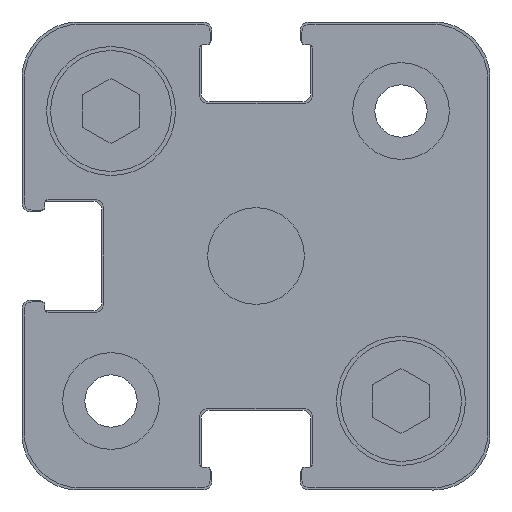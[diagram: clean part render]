
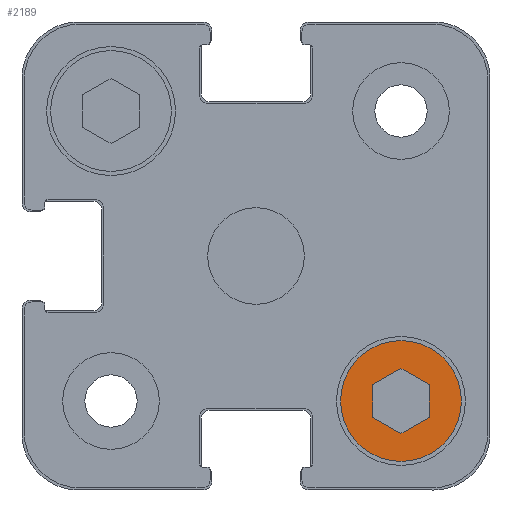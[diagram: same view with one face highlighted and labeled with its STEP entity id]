
A CAD part, front view. The second image highlights one B-rep face of the part: STEP entity #2189.
In plain terms, the highlighted planar face has unit normal (0, -1, 0).
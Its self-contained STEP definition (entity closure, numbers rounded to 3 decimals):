
#1249=CARTESIAN_POINT('',(10.75,-99.,-7.99));
#1250=VERTEX_POINT('',#1249);
#1257=CARTESIAN_POINT('',(9.,-99.,-6.979));
#1258=VERTEX_POINT('',#1257);
#1259=CARTESIAN_POINT('',(9.0,-99.,-6.979));
#1260=DIRECTION('',(0.866,0.0,-0.5));
#1261=VECTOR('',#1260,2.021);
#1262=LINE('',#1259,#1261);
#1263=EDGE_CURVE('',#1258,#1250,#1262,.T.);
#1287=CARTESIAN_POINT('',(10.75,-99.,-10.01));
#1288=VERTEX_POINT('',#1287);
#1295=CARTESIAN_POINT('',(10.75,-99.,-7.99));
#1296=DIRECTION('',(0.0,0.0,-1.0));
#1297=VECTOR('',#1296,2.021);
#1298=LINE('',#1295,#1297);
#1299=EDGE_CURVE('',#1250,#1288,#1298,.T.);
#1318=CARTESIAN_POINT('',(9.0,-99.,-11.021));
#1319=VERTEX_POINT('',#1318);
#1326=CARTESIAN_POINT('',(10.75,-99.,-10.01));
#1327=DIRECTION('',(-0.866,0.0,-0.5));
#1328=VECTOR('',#1327,2.021);
#1329=LINE('',#1326,#1328);
#1330=EDGE_CURVE('',#1288,#1319,#1329,.T.);
#1349=CARTESIAN_POINT('',(7.25,-99.,-10.01));
#1350=VERTEX_POINT('',#1349);
#1357=CARTESIAN_POINT('',(9.0,-99.,-11.021));
#1358=DIRECTION('',(-0.866,0.0,0.5));
#1359=VECTOR('',#1358,2.021);
#1360=LINE('',#1357,#1359);
#1361=EDGE_CURVE('',#1319,#1350,#1360,.T.);
#1380=CARTESIAN_POINT('',(7.25,-99.,-7.99));
#1381=VERTEX_POINT('',#1380);
#1388=CARTESIAN_POINT('',(7.25,-99.,-10.01));
#1389=DIRECTION('',(0.0,0.0,1.0));
#1390=VECTOR('',#1389,2.021);
#1391=LINE('',#1388,#1390);
#1392=EDGE_CURVE('',#1350,#1381,#1391,.T.);
#1410=CARTESIAN_POINT('',(7.25,-99.,-7.99));
#1411=DIRECTION('',(0.866,0.0,0.5));
#1412=VECTOR('',#1411,2.021);
#1413=LINE('',#1410,#1412);
#1414=EDGE_CURVE('',#1381,#1258,#1413,.T.);
#1518=CARTESIAN_POINT('',(12.75,-99.,-9.));
#1519=VERTEX_POINT('',#1518);
#1520=CARTESIAN_POINT('',(9.0,-99.,-9.0));
#1521=DIRECTION('',(0.0,-1.0,0.0));
#1522=DIRECTION('',(-1.0,0.0,0.0));
#1523=AXIS2_PLACEMENT_3D('',#1520,#1521,#1522);
#1524=CIRCLE('',#1523,3.75);
#1525=EDGE_CURVE('',#1519,#1519,#1524,.T.);
#2173=CARTESIAN_POINT('',(-0.728,-99.,0.));
#2174=DIRECTION('',(0.0,1.0,0.0));
#2175=DIRECTION('',(0.0,0.0,1.0));
#2176=AXIS2_PLACEMENT_3D('',#2173,#2174,#2175);
#2177=PLANE('',#2176);
#2178=ORIENTED_EDGE('',*,*,#1525,.T.);
#2179=EDGE_LOOP('',(#2178));
#2180=FACE_OUTER_BOUND('',#2179,.T.);
#2181=ORIENTED_EDGE('',*,*,#1263,.T.);
#2182=ORIENTED_EDGE('',*,*,#1299,.T.);
#2183=ORIENTED_EDGE('',*,*,#1330,.T.);
#2184=ORIENTED_EDGE('',*,*,#1361,.T.);
#2185=ORIENTED_EDGE('',*,*,#1392,.T.);
#2186=ORIENTED_EDGE('',*,*,#1414,.T.);
#2187=EDGE_LOOP('',(#2181,#2182,#2183,#2184,#2185,#2186));
#2188=FACE_BOUND('',#2187,.T.);
#2189=ADVANCED_FACE('',(#2180,#2188),#2177,.F.);
